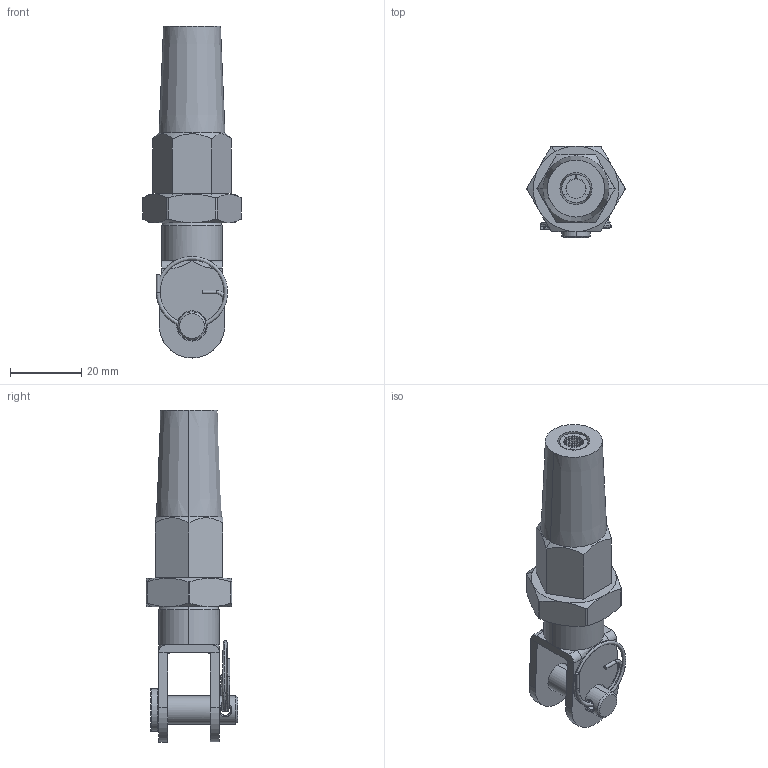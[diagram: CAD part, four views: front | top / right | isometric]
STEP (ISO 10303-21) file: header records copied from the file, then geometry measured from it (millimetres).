
FILE_DESCRIPTION (( 'STEP AP203' ), '1' );
FILE_NAME ('10150006.STEP', '2018-03-13T10:11:15', ( '' ), ( '' ), 'SwSTEP 2.0', 'SolidWorks 2015', '' );
FILE_SCHEMA (( 'CONFIG_CONTROL_DESIGN' ));
Length unit declared in the file: millimetre
Products named in the file (9): 1015000X Teil6_10150006 Teil6; 1015000X Teil8_10150006 Teil7; 1015000X Teil1_10150006 Teil1; 1015000X Teil4_10150006 Teil4; 1015000X Teil3_10150006 Teil3; 1015000X Teil2_10150006 Teil2; 10150006; 1015000X Teil5_10150006 Teil5; 1015000X Teil7_10150006 Teil7
Assembly tree (10 placements, depth 2):
  10150006
    1015000X Teil4_10150006 Teil4
    1015000X Teil2_10150006 Teil2  x3
    1015000X Teil3_10150006 Teil3
    1015000X Teil5_10150006 Teil5
    1015000X Teil6_10150006 Teil6
    1015000X Teil7_10150006 Teil7
    1015000X Teil8_10150006 Teil7
    1015000X Teil1_10150006 Teil1
Bounding box: 27.56 x 25.7 x 93.25 mm (x, y, z)
Volume: 20593.5 mm3; surface area: 13952.9 mm2
Topology: 10 solids, 10 shells, 624 faces, 1674 edges, 1090 vertices
Faces by surface type: cylinder 174, plane 151, torus 142, bspline 113, cone 44
Entity records: 24448 total; most frequent: CARTESIAN_POINT 13380, ORIENTED_EDGE 2248, DIRECTION 1837, EDGE_CURVE 1124, VERTEX_POINT 726, AXIS2_PLACEMENT_3D 649, LINE 539, VECTOR 539
